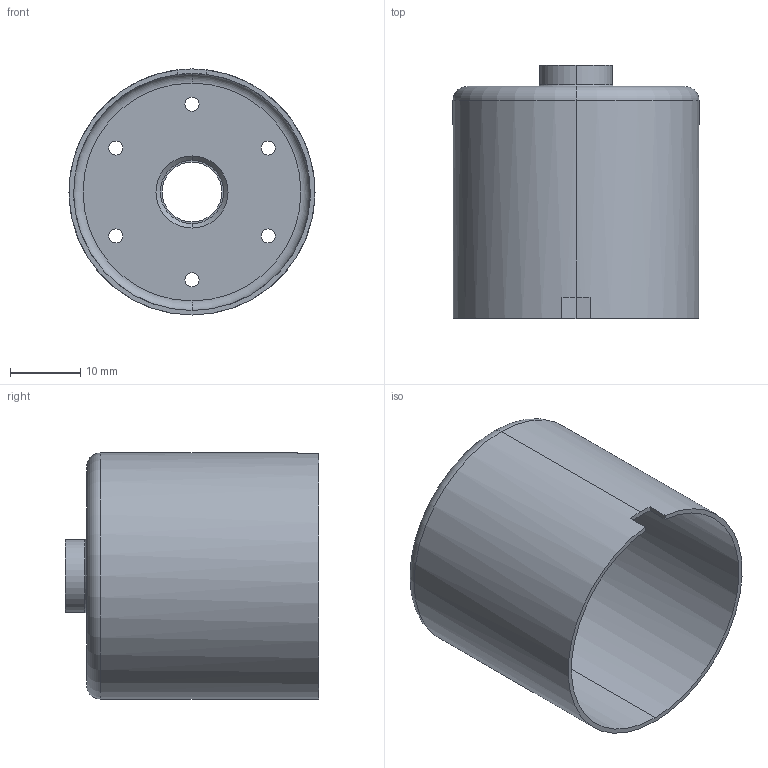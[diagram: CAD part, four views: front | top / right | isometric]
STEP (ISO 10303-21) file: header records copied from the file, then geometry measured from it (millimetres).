
FILE_DESCRIPTION (( 'STEP AP214' ), '1' );
FILE_NAME ('DC_Motor_Shell.STEP', '2018-03-09T17:05:44', ( '' ), ( '' ), 'SwSTEP 2.0', 'SolidWorks 2017', '' );
FILE_SCHEMA (( 'AUTOMOTIVE_DESIGN' ));
Length unit declared in the file: millimetre
Products named in the file (1): DC_Motor_Shell
Bounding box: 35 x 36 x 35 mm (x, y, z)
Volume: 2839.2 mm3; surface area: 8852.2 mm2
Topology: 1 solids, 1 shells, 50 faces, 118 edges, 72 vertices
Faces by surface type: cylinder 22, cone 16, plane 8, torus 4
Entity records: 1516 total; most frequent: DIRECTION 292, CARTESIAN_POINT 241, ORIENTED_EDGE 236, AXIS2_PLACEMENT_3D 123, EDGE_CURVE 118, VERTEX_POINT 72, CIRCLE 72, EDGE_LOOP 66
